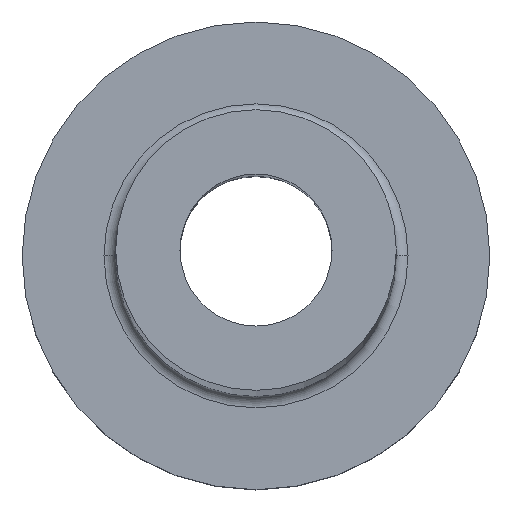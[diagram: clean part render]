
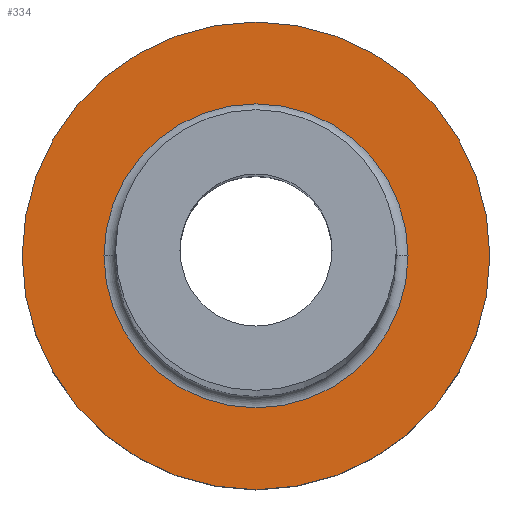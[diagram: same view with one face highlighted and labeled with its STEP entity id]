
A CAD part, top view. The second image highlights one B-rep face of the part: STEP entity #334.
In plain terms, the highlighted planar face has unit normal (0, 0, 1).
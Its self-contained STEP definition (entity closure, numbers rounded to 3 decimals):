
#3 = DIRECTION ( 'NONE',  ( 1., 0., 0. ) ) ;
#8 = FACE_OUTER_BOUND ( 'NONE', #115, .T. ) ;
#14 = CIRCLE ( 'NONE', #146, 6.5 ) ;
#18 = VERTEX_POINT ( 'NONE', #172 ) ;
#22 = ORIENTED_EDGE ( 'NONE', *, *, #207, .T. ) ;
#33 = AXIS2_PLACEMENT_3D ( 'NONE', #351, #285, #3 ) ;
#41 = DIRECTION ( 'NONE',  ( 0., 0., 1. ) ) ;
#55 = VERTEX_POINT ( 'NONE', #250 ) ;
#65 = CIRCLE ( 'NONE', #308, 10. ) ;
#68 = EDGE_LOOP ( 'NONE', ( #169, #455 ) ) ;
#77 = PLANE ( 'NONE',  #280 ) ;
#88 = AXIS2_PLACEMENT_3D ( 'NONE', #388, #156, #249 ) ;
#89 = CARTESIAN_POINT ( 'NONE',  ( 0., 0., 7. ) ) ;
#107 = DIRECTION ( 'NONE',  ( 0., 0., -1. ) ) ;
#115 = EDGE_LOOP ( 'NONE', ( #22, #309 ) ) ;
#136 = DIRECTION ( 'NONE',  ( 1., 0., 0. ) ) ;
#146 = AXIS2_PLACEMENT_3D ( 'NONE', #147, #107, #136 ) ;
#147 = CARTESIAN_POINT ( 'NONE',  ( 0., 0., 7. ) ) ;
#156 = DIRECTION ( 'NONE',  ( 0., 0., -1. ) ) ;
#157 = CIRCLE ( 'NONE', #88, 6.5 ) ;
#169 = ORIENTED_EDGE ( 'NONE', *, *, #356, .T. ) ;
#172 = CARTESIAN_POINT ( 'NONE',  ( 6.5, 0., 7. ) ) ;
#190 = DIRECTION ( 'NONE',  ( 1., 0., 0. ) ) ;
#194 = DIRECTION ( 'NONE',  ( 0., 0., 1. ) ) ;
#207 = EDGE_CURVE ( 'NONE', #379, #55, #65, .T. ) ;
#211 = CIRCLE ( 'NONE', #33, 10. ) ;
#215 = FACE_BOUND ( 'NONE', #68, .T. ) ;
#233 = CARTESIAN_POINT ( 'NONE',  ( -6.5, 0., 7. ) ) ;
#249 = DIRECTION ( 'NONE',  ( 1., 0., 0. ) ) ;
#250 = CARTESIAN_POINT ( 'NONE',  ( 10., 0., 7. ) ) ;
#260 = CARTESIAN_POINT ( 'NONE',  ( -10., 0., 7. ) ) ;
#267 = DIRECTION ( 'NONE',  ( 1., 0., 0. ) ) ;
#280 = AXIS2_PLACEMENT_3D ( 'NONE', #378, #41, #267 ) ;
#285 = DIRECTION ( 'NONE',  ( 0., 0., 1. ) ) ;
#294 = EDGE_CURVE ( 'NONE', #376, #18, #157, .T. ) ;
#308 = AXIS2_PLACEMENT_3D ( 'NONE', #89, #194, #190 ) ;
#309 = ORIENTED_EDGE ( 'NONE', *, *, #311, .T. ) ;
#311 = EDGE_CURVE ( 'NONE', #55, #379, #211, .T. ) ;
#334 = ADVANCED_FACE ( 'NONE', ( #215, #8 ), #77, .T. ) ;
#351 = CARTESIAN_POINT ( 'NONE',  ( 0., 0., 7. ) ) ;
#356 = EDGE_CURVE ( 'NONE', #18, #376, #14, .T. ) ;
#376 = VERTEX_POINT ( 'NONE', #233 ) ;
#378 = CARTESIAN_POINT ( 'NONE',  ( 0., 0., 7. ) ) ;
#379 = VERTEX_POINT ( 'NONE', #260 ) ;
#388 = CARTESIAN_POINT ( 'NONE',  ( 0., 0., 7. ) ) ;
#455 = ORIENTED_EDGE ( 'NONE', *, *, #294, .T. ) ;
